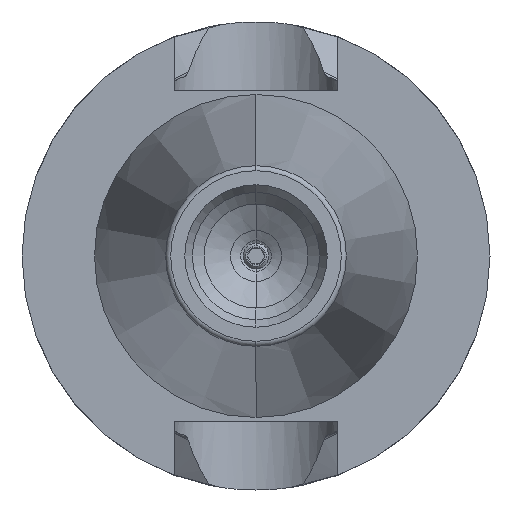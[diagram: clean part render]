
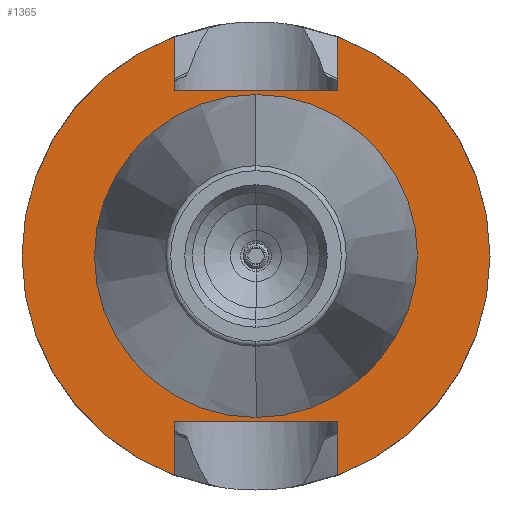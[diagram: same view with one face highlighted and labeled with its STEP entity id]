
A CAD part, left-side view. The second image highlights one B-rep face of the part: STEP entity #1365.
In plain terms, the highlighted planar face has unit normal (-1, 0, 0).
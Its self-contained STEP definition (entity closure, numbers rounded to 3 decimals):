
#26 = VERTEX_POINT ( 'NONE', #421 ) ;
#84 = VERTEX_POINT ( 'NONE', #2198 ) ;
#155 = VECTOR ( 'NONE', #3352, 1000. ) ;
#184 = VECTOR ( 'NONE', #3547, 1000. ) ;
#196 = ORIENTED_EDGE ( 'NONE', *, *, #1328, .T. ) ;
#248 = CARTESIAN_POINT ( 'NONE',  ( 2., -8.05, -16.3 ) ) ;
#284 = CARTESIAN_POINT ( 'NONE',  ( 2., -8.05, 16.3 ) ) ;
#289 = LINE ( 'NONE', #2828, #184 ) ;
#344 = CARTESIAN_POINT ( 'NONE',  ( 2., -8.05, -21.545 ) ) ;
#358 = LINE ( 'NONE', #1033, #2240 ) ;
#380 = VERTEX_POINT ( 'NONE', #248 ) ;
#401 = EDGE_LOOP ( 'NONE', ( #196, #650 ) ) ;
#421 = CARTESIAN_POINT ( 'NONE',  ( 2., 8.05, -21.545 ) ) ;
#461 = ORIENTED_EDGE ( 'NONE', *, *, #4469, .F. ) ;
#530 = CARTESIAN_POINT ( 'NONE',  ( 2., 8.05, -16.3 ) ) ;
#569 = VERTEX_POINT ( 'NONE', #4388 ) ;
#613 = CIRCLE ( 'NONE', #2951, 23. ) ;
#645 = DIRECTION ( 'NONE',  ( 0., -1., 0. ) ) ;
#650 = ORIENTED_EDGE ( 'NONE', *, *, #2396, .T. ) ;
#751 = DIRECTION ( 'NONE',  ( 0., 0., 1. ) ) ;
#910 = EDGE_CURVE ( 'NONE', #380, #3525, #2812, .T. ) ;
#921 = DIRECTION ( 'NONE',  ( -1., 0., 0. ) ) ;
#1033 = CARTESIAN_POINT ( 'NONE',  ( 2., 8.05, 21.545 ) ) ;
#1050 = CIRCLE ( 'NONE', #4278, 15.375 ) ;
#1057 = AXIS2_PLACEMENT_3D ( 'NONE', #3252, #1451, #4221 ) ;
#1214 = CARTESIAN_POINT ( 'NONE',  ( 2., -8.05, 21.545 ) ) ;
#1258 = DIRECTION ( 'NONE',  ( 1., 0., 0. ) ) ;
#1263 = CARTESIAN_POINT ( 'NONE',  ( 2., 8.05, -21.545 ) ) ;
#1308 = CARTESIAN_POINT ( 'NONE',  ( 2., 0., -15.375 ) ) ;
#1328 = EDGE_CURVE ( 'NONE', #2421, #2216, #3881, .T. ) ;
#1357 = FACE_BOUND ( 'NONE', #401, .T. ) ;
#1365 = ADVANCED_FACE ( 'NONE', ( #2284, #1357 ), #2159, .F. ) ;
#1404 = VERTEX_POINT ( 'NONE', #3635 ) ;
#1431 = DIRECTION ( 'NONE',  ( 0., 0., -1. ) ) ;
#1448 = AXIS2_PLACEMENT_3D ( 'NONE', #1809, #4273, #1613 ) ;
#1451 = DIRECTION ( 'NONE',  ( 1., 0., 0. ) ) ;
#1483 = LINE ( 'NONE', #284, #2405 ) ;
#1575 = VERTEX_POINT ( 'NONE', #1214 ) ;
#1613 = DIRECTION ( 'NONE',  ( 0., 0., -1. ) ) ;
#1627 = VECTOR ( 'NONE', #2197, 1000. ) ;
#1809 = CARTESIAN_POINT ( 'NONE',  ( 2., 0., 0. ) ) ;
#1887 = ORIENTED_EDGE ( 'NONE', *, *, #2527, .T. ) ;
#2159 = PLANE ( 'NONE',  #1448 ) ;
#2166 = EDGE_CURVE ( 'NONE', #4106, #1575, #613, .T. ) ;
#2184 = CARTESIAN_POINT ( 'NONE',  ( 2., 0., 0. ) ) ;
#2197 = DIRECTION ( 'NONE',  ( 0., 1., 0. ) ) ;
#2198 = CARTESIAN_POINT ( 'NONE',  ( 2., -8.05, 16.3 ) ) ;
#2211 = CARTESIAN_POINT ( 'NONE',  ( 2., -8.05, -16.3 ) ) ;
#2216 = VERTEX_POINT ( 'NONE', #1308 ) ;
#2240 = VECTOR ( 'NONE', #1431, 1000. ) ;
#2275 = DIRECTION ( 'NONE',  ( -1., 0., 0. ) ) ;
#2284 = FACE_OUTER_BOUND ( 'NONE', #2998, .T. ) ;
#2396 = EDGE_CURVE ( 'NONE', #2216, #2421, #1050, .T. ) ;
#2405 = VECTOR ( 'NONE', #645, 1000. ) ;
#2421 = VERTEX_POINT ( 'NONE', #2898 ) ;
#2444 = ORIENTED_EDGE ( 'NONE', *, *, #3076, .F. ) ;
#2527 = EDGE_CURVE ( 'NONE', #569, #26, #3242, .T. ) ;
#2577 = CARTESIAN_POINT ( 'NONE',  ( 2., 0., 0. ) ) ;
#2611 = EDGE_CURVE ( 'NONE', #84, #1575, #3401, .T. ) ;
#2766 = DIRECTION ( 'NONE',  ( 0., 0., 1. ) ) ;
#2812 = LINE ( 'NONE', #2211, #1627 ) ;
#2828 = CARTESIAN_POINT ( 'NONE',  ( 2., -8.05, -21.545 ) ) ;
#2861 = ORIENTED_EDGE ( 'NONE', *, *, #3228, .F. ) ;
#2879 = ORIENTED_EDGE ( 'NONE', *, *, #4005, .F. ) ;
#2898 = CARTESIAN_POINT ( 'NONE',  ( 2., 0., 15.375 ) ) ;
#2947 = LINE ( 'NONE', #1263, #155 ) ;
#2951 = AXIS2_PLACEMENT_3D ( 'NONE', #2184, #921, #2766 ) ;
#2966 = ORIENTED_EDGE ( 'NONE', *, *, #910, .F. ) ;
#2998 = EDGE_LOOP ( 'NONE', ( #1887, #2444, #2966, #461, #3265, #4029, #2879, #2861 ) ) ;
#3076 = EDGE_CURVE ( 'NONE', #3525, #26, #2947, .T. ) ;
#3228 = EDGE_CURVE ( 'NONE', #569, #1404, #358, .T. ) ;
#3242 = CIRCLE ( 'NONE', #3933, 23. ) ;
#3252 = CARTESIAN_POINT ( 'NONE',  ( 2., 0., 0. ) ) ;
#3265 = ORIENTED_EDGE ( 'NONE', *, *, #2166, .T. ) ;
#3352 = DIRECTION ( 'NONE',  ( 0., 0., -1. ) ) ;
#3390 = DIRECTION ( 'NONE',  ( 0., 0., 1. ) ) ;
#3401 = LINE ( 'NONE', #4440, #4213 ) ;
#3525 = VERTEX_POINT ( 'NONE', #530 ) ;
#3547 = DIRECTION ( 'NONE',  ( 0., 0., 1. ) ) ;
#3635 = CARTESIAN_POINT ( 'NONE',  ( 2., 8.05, 16.3 ) ) ;
#3859 = DIRECTION ( 'NONE',  ( 0., 0., -1. ) ) ;
#3881 = CIRCLE ( 'NONE', #1057, 15.375 ) ;
#3933 = AXIS2_PLACEMENT_3D ( 'NONE', #3963, #2275, #751 ) ;
#3963 = CARTESIAN_POINT ( 'NONE',  ( 2., 0., 0. ) ) ;
#4005 = EDGE_CURVE ( 'NONE', #1404, #84, #1483, .T. ) ;
#4029 = ORIENTED_EDGE ( 'NONE', *, *, #2611, .F. ) ;
#4106 = VERTEX_POINT ( 'NONE', #344 ) ;
#4213 = VECTOR ( 'NONE', #3390, 1000. ) ;
#4221 = DIRECTION ( 'NONE',  ( 0., 0., -1. ) ) ;
#4273 = DIRECTION ( 'NONE',  ( 1., 0., 0. ) ) ;
#4278 = AXIS2_PLACEMENT_3D ( 'NONE', #2577, #1258, #3859 ) ;
#4388 = CARTESIAN_POINT ( 'NONE',  ( 2., 8.05, 21.545 ) ) ;
#4440 = CARTESIAN_POINT ( 'NONE',  ( 2., -8.05, 21.545 ) ) ;
#4469 = EDGE_CURVE ( 'NONE', #4106, #380, #289, .T. ) ;
